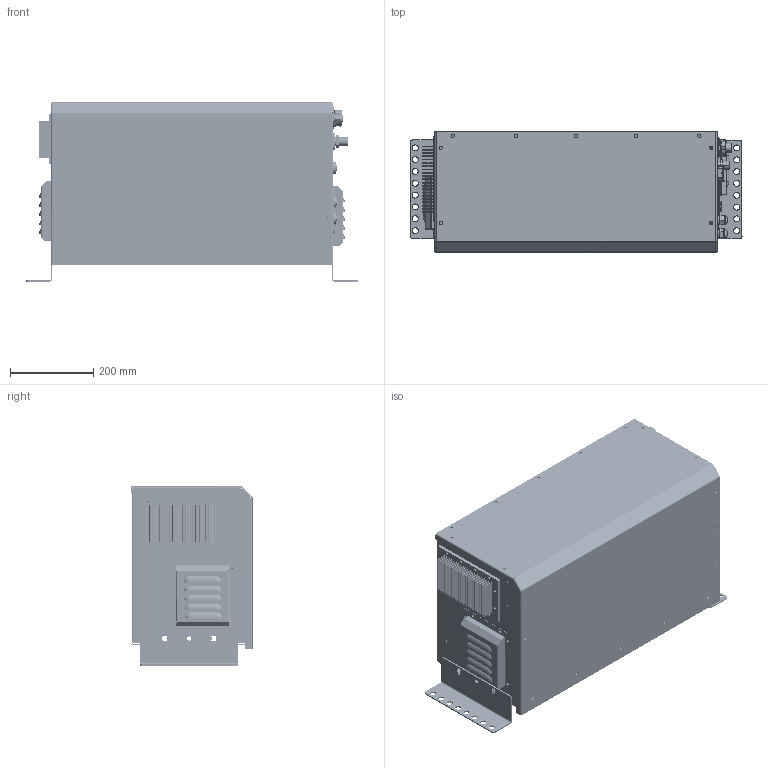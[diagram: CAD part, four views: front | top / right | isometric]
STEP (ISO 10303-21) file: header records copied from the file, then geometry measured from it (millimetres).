
FILE_DESCRIPTION (( 'STEP AP203' ), '1' );
FILE_NAME ('AC 100 shell rebling.STEP', '2019-01-31T17:46:30', ( '' ), ( '' ), 'SwSTEP 2.0', 'SolidWorks 2015', '' );
FILE_SCHEMA (( 'CONFIG_CONTROL_DESIGN' ));
Length unit declared in the file: inch
Products named in the file (33): Controller Fins; 2; 3006-40198; 8 bulkhead nut; 8 bulkhead O ring; 0404-40133D; 0404-40141C; 3006-40197; c-2411-001-2405-g-3d; c-hdp24-24-21pe-99-3d; 0404-40105A; 3006-40190; pass through body; c-dtm04-12pb-l012-99-3d; 8 bulkhead fitting; Dust Cover, Style 1, Elastomer, w Rectangular gasket - Part Num 700222-1; AC 100 shell rebling; 0401-40165A; pass through nut; fuse holder bottom; 6441-40370A; 10 bulkhead O ring; C-DTM04-12PB-L012; 3_8 wiring pass through; C-HDP24-24-21PE; C-2411-001-2405; 0404-40051A; 6441-40371A; 10 bulkhead nut; 10 bulkhead fitting; elliot connector
Assembly tree (38 placements, depth 3):
  AC 100 shell rebling
    0404-40133D
    0401-40165A
    0404-40105A  x2
    0404-40141C  x2
    0404-40051A  x2
    6441-40370A
      3006-40190
      3006-40197
    fuse holder bottom
    Dust Cover, Style 1, Elastomer, w Rectangular gasket - Part Num 700222-1  x2
    Controller Fins
    3_8 wiring pass through
      pass through body
      pass through nut
    elliot connector
      2
      pass through nut
    c-hdp24-24-21pe-99-3d
      C-HDP24-24-21PE
    c-2411-001-2405-g-3d
      C-2411-001-2405
    c-dtm04-12pb-l012-99-3d
      C-DTM04-12PB-L012
    8 bulkhead fitting
      8 bulkhead fitting
      8 bulkhead O ring
      8 bulkhead nut
    10 bulkhead fitting
      10 bulkhead fitting
      10 bulkhead nut
      10 bulkhead O ring
    6441-40371A
      3006-40190
      3006-40198
Bounding box: 799.49 x 291.44 x 431.57 mm (x, y, z)
Volume: 3056913.4 mm3; surface area: 2851344.9 mm2
Topology: 25 solids, 43 shells, 5981 faces, 16234 edges, 10454 vertices
Faces by surface type: plane 2993, cylinder 1466, bspline 1192, cone 264, torus 66
Entity records: 185081 total; most frequent: CARTESIAN_POINT 70464, ORIENTED_EDGE 24034, DIRECTION 20772, EDGE_CURVE 12231, VERTEX_POINT 7927, LINE 7574, VECTOR 7574, AXIS2_PLACEMENT_3D 6599
